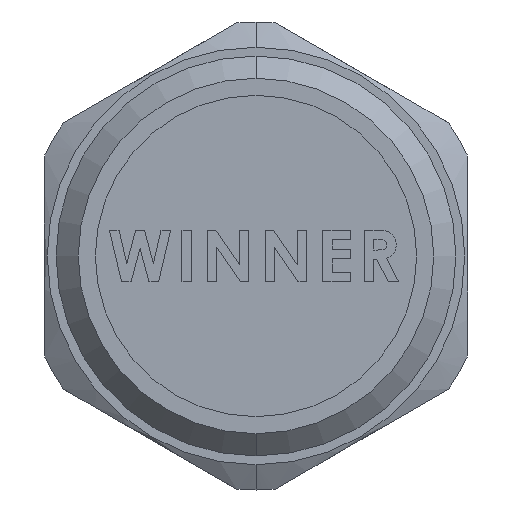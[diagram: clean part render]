
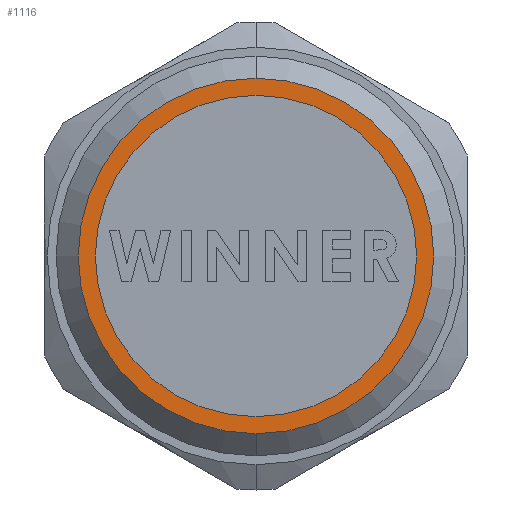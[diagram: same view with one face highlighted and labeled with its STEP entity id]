
A CAD part, left-side view. The second image highlights one B-rep face of the part: STEP entity #1116.
In plain terms, the highlighted planar face has unit normal (-1, 0, 0).
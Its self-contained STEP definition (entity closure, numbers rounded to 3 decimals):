
#99 = DIRECTION ( 'NONE',  ( -1., 0., 0. ) ) ;
#304 = CARTESIAN_POINT ( 'NONE',  ( -41.48, 0., 0. ) ) ;
#737 = DIRECTION ( 'NONE',  ( 1., 0., 0. ) ) ;
#776 = CIRCLE ( 'NONE', #2020, 12. ) ;
#811 = VERTEX_POINT ( 'NONE', #8070 ) ;
#1116 = ADVANCED_FACE ( 'NONE', ( #2562, #1548 ), #5096, .T. ) ;
#1303 = ORIENTED_EDGE ( 'NONE', *, *, #2340, .F. ) ;
#1548 = FACE_BOUND ( 'NONE', #2369, .T. ) ;
#1651 = CARTESIAN_POINT ( 'NONE',  ( -41.48, 0., 0. ) ) ;
#1893 = EDGE_CURVE ( 'NONE', #811, #3870, #776, .T. ) ;
#2020 = AXIS2_PLACEMENT_3D ( 'NONE', #1651, #737, #2472 ) ;
#2167 = CIRCLE ( 'NONE', #2367, 10.85 ) ;
#2340 = EDGE_CURVE ( 'NONE', #3870, #811, #4212, .T. ) ;
#2367 = AXIS2_PLACEMENT_3D ( 'NONE', #4156, #99, #5770 ) ;
#2369 = EDGE_LOOP ( 'NONE', ( #2970, #2835 ) ) ;
#2472 = DIRECTION ( 'NONE',  ( 0., 0., 1. ) ) ;
#2562 = FACE_OUTER_BOUND ( 'NONE', #7657, .T. ) ;
#2835 = ORIENTED_EDGE ( 'NONE', *, *, #8202, .F. ) ;
#2932 = EDGE_CURVE ( 'NONE', #3486, #8360, #2167, .T. ) ;
#2970 = ORIENTED_EDGE ( 'NONE', *, *, #2932, .F. ) ;
#3361 = ORIENTED_EDGE ( 'NONE', *, *, #1893, .F. ) ;
#3406 = CIRCLE ( 'NONE', #10063, 10.85 ) ;
#3486 = VERTEX_POINT ( 'NONE', #6577 ) ;
#3870 = VERTEX_POINT ( 'NONE', #4686 ) ;
#4156 = CARTESIAN_POINT ( 'NONE',  ( -41.48, 0., 0. ) ) ;
#4212 = CIRCLE ( 'NONE', #6767, 12. ) ;
#4224 = DIRECTION ( 'NONE',  ( -1., 0., 0. ) ) ;
#4520 = CARTESIAN_POINT ( 'NONE',  ( -41.48, -10.85, 0. ) ) ;
#4686 = CARTESIAN_POINT ( 'NONE',  ( -41.48, 0., -12. ) ) ;
#4754 = DIRECTION ( 'NONE',  ( 0., 0., 1. ) ) ;
#5096 = PLANE ( 'NONE',  #8935 ) ;
#5157 = DIRECTION ( 'NONE',  ( -1., 0., 0. ) ) ;
#5770 = DIRECTION ( 'NONE',  ( 0., 1., 0. ) ) ;
#5909 = CARTESIAN_POINT ( 'NONE',  ( -41.48, 0., 0. ) ) ;
#6390 = DIRECTION ( 'NONE',  ( 1., 0., 0. ) ) ;
#6577 = CARTESIAN_POINT ( 'NONE',  ( -41.48, 10.85, 0. ) ) ;
#6619 = DIRECTION ( 'NONE',  ( 0., 0., -1. ) ) ;
#6767 = AXIS2_PLACEMENT_3D ( 'NONE', #6990, #6390, #4754 ) ;
#6990 = CARTESIAN_POINT ( 'NONE',  ( -41.48, 0., 0. ) ) ;
#7594 = DIRECTION ( 'NONE',  ( 0., 1., 0. ) ) ;
#7657 = EDGE_LOOP ( 'NONE', ( #3361, #1303 ) ) ;
#8070 = CARTESIAN_POINT ( 'NONE',  ( -41.48, 0., 12. ) ) ;
#8202 = EDGE_CURVE ( 'NONE', #8360, #3486, #3406, .T. ) ;
#8360 = VERTEX_POINT ( 'NONE', #4520 ) ;
#8935 = AXIS2_PLACEMENT_3D ( 'NONE', #5909, #4224, #6619 ) ;
#10063 = AXIS2_PLACEMENT_3D ( 'NONE', #304, #5157, #7594 ) ;
